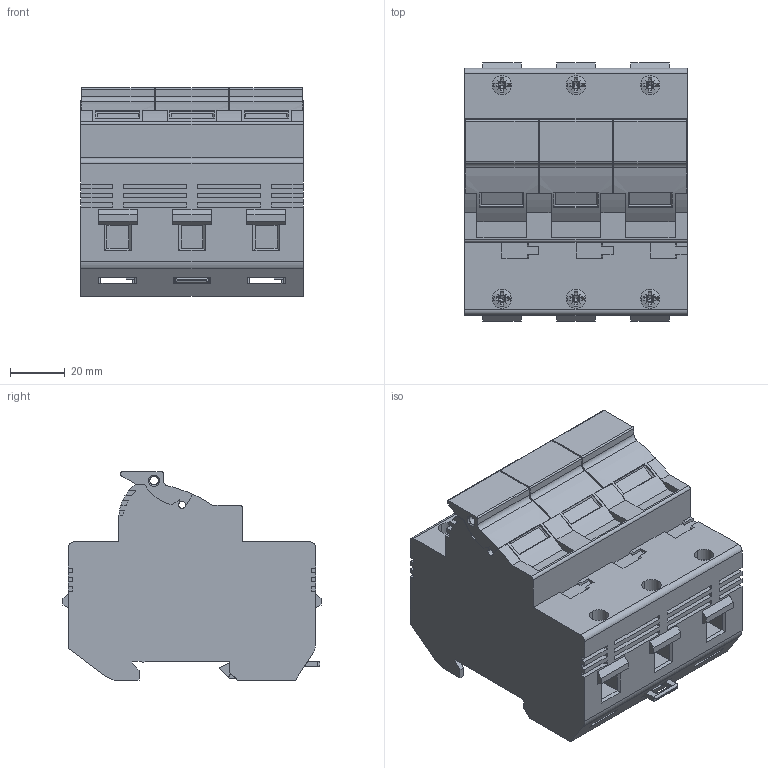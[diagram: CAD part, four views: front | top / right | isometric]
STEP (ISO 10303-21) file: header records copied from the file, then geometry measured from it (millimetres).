
FILE_DESCRIPTION((''),'2;1');
FILE_NAME('EFD14_3P_LOGO','2019-05-07T',('Marketing.praksa'),('Audax d.o.o.'),'CREO PARAMETRIC BY PTC INC, 2017480','CREO PARAMETRIC BY PTC INC, 2017480','');
FILE_SCHEMA(('CONFIG_CONTROL_DESIGN'));
Length unit declared in the file: millimetre
Products named in the file (1): EFD14_3P_LOGO
Bounding box: 81 x 94 x 75.8 mm (x, y, z)
Volume: 381233.2 mm3; surface area: 50546.2 mm2
Topology: 1 solids, 1 shells, 968 faces, 2857 edges, 1903 vertices
Faces by surface type: plane 797, cylinder 111, cone 48, sphere 12
Entity records: 32582 total; most frequent: CARTESIAN_POINT 6733, ORIENTED_EDGE 5690, DIRECTION 4995, EDGE_CURVE 2845, VECTOR 2111, LINE 2111, VERTEX_POINT 1903, AXIS2_PLACEMENT_3D 1442
